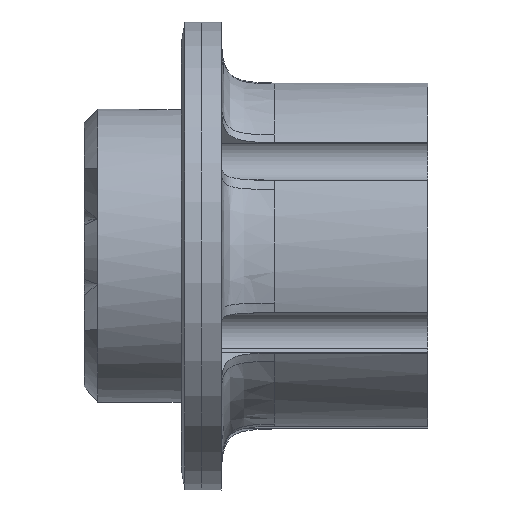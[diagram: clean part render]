
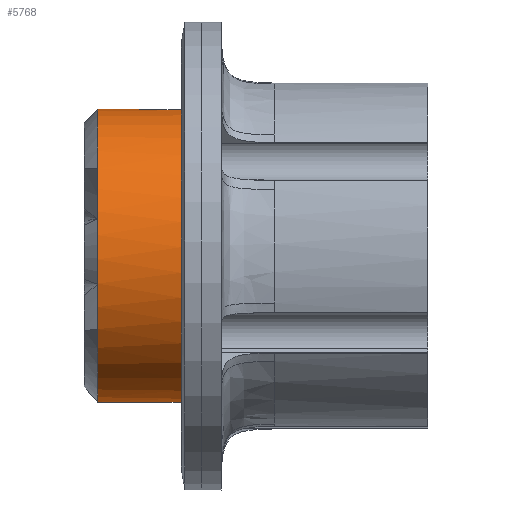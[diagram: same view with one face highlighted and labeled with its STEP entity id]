
A CAD part, top view. The second image highlights one B-rep face of the part: STEP entity #5768.
In plain terms, the highlighted cylindrical face has radius 69.85 mm (diameter 139.7 mm), a partial arc.
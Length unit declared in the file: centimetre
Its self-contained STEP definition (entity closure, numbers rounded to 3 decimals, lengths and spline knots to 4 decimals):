
#89 = CARTESIAN_POINT ( 'NONE',  ( 54.693, 87.05, 0. ) ) ;
#184 = DIRECTION ( 'NONE',  ( 0., 0., -1. ) ) ;
#234 = DIRECTION ( 'NONE',  ( -1., 0., 0. ) ) ;
#284 = CIRCLE ( 'NONE', #2795, 6.985 ) ;
#287 = DIRECTION ( 'NONE',  ( 0., 0., 1. ) ) ;
#414 = FACE_OUTER_BOUND ( 'NONE', #1521, .T. ) ;
#448 = AXIS2_PLACEMENT_3D ( 'NONE', #89, #4361, #184 ) ;
#651 = ORIENTED_EDGE ( 'NONE', *, *, #1176, .T. ) ;
#807 = VERTEX_POINT ( 'NONE', #2908 ) ;
#1077 = LINE ( 'NONE', #7685, #5795 ) ;
#1176 = EDGE_CURVE ( 'NONE', #8516, #4253, #284, .T. ) ;
#1258 = DIRECTION ( 'NONE',  ( -1., 0., 0. ) ) ;
#1342 = AXIS2_PLACEMENT_3D ( 'NONE', #5855, #7372, #6743 ) ;
#1379 = CARTESIAN_POINT ( 'NONE',  ( 54.693, 92.8888, 3.8339 ) ) ;
#1521 = EDGE_LOOP ( 'NONE', ( #7409, #3933, #3606, #8147, #651, #6315, #3034, #8418 ) ) ;
#1675 = DIRECTION ( 'NONE',  ( -1., 0., 0. ) ) ;
#1846 = CYLINDRICAL_SURFACE ( 'NONE', #5662, 6.985 ) ;
#2092 = AXIS2_PLACEMENT_3D ( 'NONE', #6492, #4522, #287 ) ;
#2370 = EDGE_CURVE ( 'NONE', #8768, #4127, #6827, .T. ) ;
#2667 = CIRCLE ( 'NONE', #448, 6.985 ) ;
#2795 = AXIS2_PLACEMENT_3D ( 'NONE', #8392, #1258, #3311 ) ;
#2908 = CARTESIAN_POINT ( 'NONE',  ( 54.693, 92.8888, -3.8339 ) ) ;
#3034 = ORIENTED_EDGE ( 'NONE', *, *, #7820, .T. ) ;
#3092 = CARTESIAN_POINT ( 'NONE',  ( 54.693, 87.4509, 6.9735 ) ) ;
#3311 = DIRECTION ( 'NONE',  ( 0., 0., -1. ) ) ;
#3340 = EDGE_CURVE ( 'NONE', #8516, #5507, #6504, .T. ) ;
#3606 = ORIENTED_EDGE ( 'NONE', *, *, #7379, .F. ) ;
#3644 = EDGE_CURVE ( 'NONE', #4127, #4345, #1077, .T. ) ;
#3933 = ORIENTED_EDGE ( 'NONE', *, *, #3644, .T. ) ;
#4124 = VECTOR ( 'NONE', #5851, 100. ) ;
#4127 = VERTEX_POINT ( 'NONE', #7531 ) ;
#4168 = CIRCLE ( 'NONE', #5372, 6.985 ) ;
#4253 = VERTEX_POINT ( 'NONE', #3092 ) ;
#4345 = VERTEX_POINT ( 'NONE', #7691 ) ;
#4361 = DIRECTION ( 'NONE',  ( -1., 0., 0. ) ) ;
#4410 = DIRECTION ( 'NONE',  ( 0., 0., -1. ) ) ;
#4522 = DIRECTION ( 'NONE',  ( -1., 0., 0. ) ) ;
#4629 = CIRCLE ( 'NONE', #2092, 6.985 ) ;
#4929 = DIRECTION ( 'NONE',  ( 0., 0., -1. ) ) ;
#5237 = CIRCLE ( 'NONE', #1342, 6.985 ) ;
#5372 = AXIS2_PLACEMENT_3D ( 'NONE', #6529, #234, #4410 ) ;
#5507 = VERTEX_POINT ( 'NONE', #8148 ) ;
#5662 = AXIS2_PLACEMENT_3D ( 'NONE', #8974, #6768, #6910 ) ;
#5768 = ADVANCED_FACE ( 'NONE', ( #414 ), #1846, .T. ) ;
#5795 = VECTOR ( 'NONE', #6161, 100. ) ;
#5851 = DIRECTION ( 'NONE',  ( -1., 0., 0. ) ) ;
#5855 = CARTESIAN_POINT ( 'NONE',  ( 54.693, 87.05, 0. ) ) ;
#5931 = CARTESIAN_POINT ( 'NONE',  ( 54.693, 87.05, 0. ) ) ;
#5941 = VERTEX_POINT ( 'NONE', #1379 ) ;
#6083 = EDGE_CURVE ( 'NONE', #807, #8768, #2667, .T. ) ;
#6133 = CARTESIAN_POINT ( 'NONE',  ( 54.693, 87.4509, -6.9735 ) ) ;
#6161 = DIRECTION ( 'NONE',  ( -1., 0., 0. ) ) ;
#6315 = ORIENTED_EDGE ( 'NONE', *, *, #7762, .T. ) ;
#6492 = CARTESIAN_POINT ( 'NONE',  ( 50.717, 87.05, 0. ) ) ;
#6504 = LINE ( 'NONE', #7321, #4124 ) ;
#6529 = CARTESIAN_POINT ( 'NONE',  ( 54.693, 87.05, 0. ) ) ;
#6743 = DIRECTION ( 'NONE',  ( 0., 0., -1. ) ) ;
#6768 = DIRECTION ( 'NONE',  ( -1., 0., 0. ) ) ;
#6827 = CIRCLE ( 'NONE', #8067, 6.985 ) ;
#6910 = DIRECTION ( 'NONE',  ( 0., 0., 1. ) ) ;
#7321 = CARTESIAN_POINT ( 'NONE',  ( 2287.6714, 87.05, 6.985 ) ) ;
#7372 = DIRECTION ( 'NONE',  ( -1., 0., 0. ) ) ;
#7379 = EDGE_CURVE ( 'NONE', #5507, #4345, #4629, .T. ) ;
#7396 = CARTESIAN_POINT ( 'NONE',  ( 54.693, 87.05, 6.985 ) ) ;
#7409 = ORIENTED_EDGE ( 'NONE', *, *, #2370, .T. ) ;
#7531 = CARTESIAN_POINT ( 'NONE',  ( 54.693, 87.05, -6.985 ) ) ;
#7685 = CARTESIAN_POINT ( 'NONE',  ( 2287.6714, 87.05, -6.985 ) ) ;
#7691 = CARTESIAN_POINT ( 'NONE',  ( 50.717, 87.05, -6.985 ) ) ;
#7762 = EDGE_CURVE ( 'NONE', #4253, #5941, #4168, .T. ) ;
#7820 = EDGE_CURVE ( 'NONE', #5941, #807, #5237, .T. ) ;
#8067 = AXIS2_PLACEMENT_3D ( 'NONE', #5931, #1675, #4929 ) ;
#8147 = ORIENTED_EDGE ( 'NONE', *, *, #3340, .F. ) ;
#8148 = CARTESIAN_POINT ( 'NONE',  ( 50.717, 87.05, 6.985 ) ) ;
#8392 = CARTESIAN_POINT ( 'NONE',  ( 54.693, 87.05, 0. ) ) ;
#8418 = ORIENTED_EDGE ( 'NONE', *, *, #6083, .T. ) ;
#8516 = VERTEX_POINT ( 'NONE', #7396 ) ;
#8768 = VERTEX_POINT ( 'NONE', #6133 ) ;
#8974 = CARTESIAN_POINT ( 'NONE',  ( 2287.6714, 87.05, 0. ) ) ;
